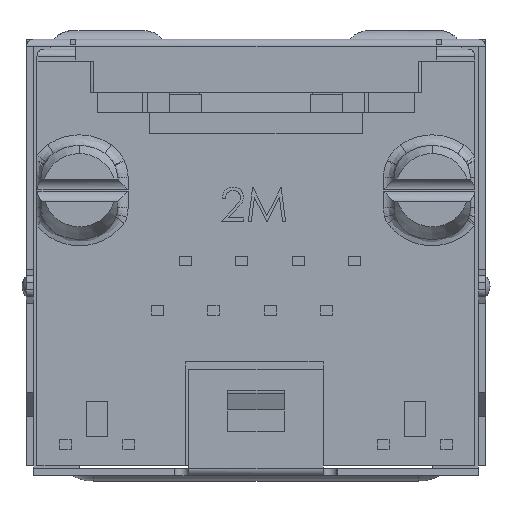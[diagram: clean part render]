
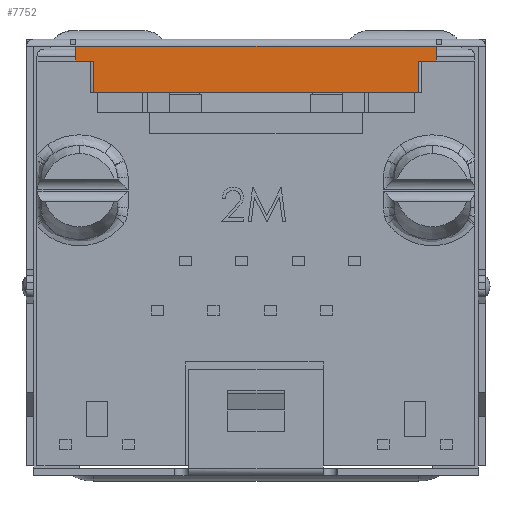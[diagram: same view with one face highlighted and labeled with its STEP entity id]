
A CAD part, front view. The second image highlights one B-rep face of the part: STEP entity #7752.
In plain terms, the highlighted planar face has unit normal (0, -1, 0).
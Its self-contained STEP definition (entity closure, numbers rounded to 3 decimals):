
#57 = CARTESIAN_POINT ( 'NONE',  ( -6.477, -5.358, 7.012 ) ) ;
#188 = DIRECTION ( 'NONE',  ( -1., 0., 0. ) ) ;
#727 = VECTOR ( 'NONE', #5639, 1000. ) ;
#870 = DIRECTION ( 'NONE',  ( 0., -1., 0. ) ) ;
#1175 = DIRECTION ( 'NONE',  ( -1., 0., 0. ) ) ;
#1238 = VECTOR ( 'NONE', #12548, 1000. ) ;
#2068 = ORIENTED_EDGE ( 'NONE', *, *, #21873, .T. ) ;
#2284 = LINE ( 'NONE', #12210, #7372 ) ;
#2584 = LINE ( 'NONE', #16217, #4922 ) ;
#2737 = EDGE_CURVE ( 'NONE', #5510, #4449, #26111, .T. ) ;
#4088 = VERTEX_POINT ( 'NONE', #19085 ) ;
#4399 = DIRECTION ( 'NONE',  ( 1., 0., 0. ) ) ;
#4449 = VERTEX_POINT ( 'NONE', #10862 ) ;
#4922 = VECTOR ( 'NONE', #1175, 1000. ) ;
#5266 = VERTEX_POINT ( 'NONE', #20130 ) ;
#5428 = ORIENTED_EDGE ( 'NONE', *, *, #30591, .F. ) ;
#5510 = VERTEX_POINT ( 'NONE', #21553 ) ;
#5561 = VERTEX_POINT ( 'NONE', #32272 ) ;
#5639 = DIRECTION ( 'NONE',  ( 0., 0., 1. ) ) ;
#5974 = ORIENTED_EDGE ( 'NONE', *, *, #11041, .T. ) ;
#6119 = EDGE_LOOP ( 'NONE', ( #31520, #5428, #5974, #22564, #11123, #10466, #2068, #9218 ) ) ;
#7372 = VECTOR ( 'NONE', #29938, 1000. ) ;
#7752 = ADVANCED_FACE ( 'NONE', ( #9087 ), #25698, .T. ) ;
#7986 = CARTESIAN_POINT ( 'NONE',  ( 6.016, -5.358, 5.894 ) ) ;
#9087 = FACE_OUTER_BOUND ( 'NONE', #6119, .T. ) ;
#9218 = ORIENTED_EDGE ( 'NONE', *, *, #12184, .T. ) ;
#9496 = VERTEX_POINT ( 'NONE', #20641 ) ;
#10466 = ORIENTED_EDGE ( 'NONE', *, *, #22772, .T. ) ;
#10862 = CARTESIAN_POINT ( 'NONE',  ( 6.477, -5.358, 7.545 ) ) ;
#11033 = CARTESIAN_POINT ( 'NONE',  ( -6.477, -5.358, 7.545 ) ) ;
#11041 = EDGE_CURVE ( 'NONE', #4088, #5266, #12513, .T. ) ;
#11123 = ORIENTED_EDGE ( 'NONE', *, *, #2737, .T. ) ;
#12184 = EDGE_CURVE ( 'NONE', #23875, #9496, #23920, .T. ) ;
#12210 = CARTESIAN_POINT ( 'NONE',  ( -6.477, -5.358, 7.545 ) ) ;
#12513 = LINE ( 'NONE', #18403, #727 ) ;
#12548 = DIRECTION ( 'NONE',  ( 0., 0., 1. ) ) ;
#13397 = DIRECTION ( 'NONE',  ( 0., 0., -1. ) ) ;
#13927 = CARTESIAN_POINT ( 'NONE',  ( -5.842, -5.358, 7.545 ) ) ;
#14064 = VECTOR ( 'NONE', #29115, 1000. ) ;
#15377 = CARTESIAN_POINT ( 'NONE',  ( 6.477, -5.358, 7.545 ) ) ;
#15436 = LINE ( 'NONE', #7986, #30141 ) ;
#15952 = VECTOR ( 'NONE', #4399, 1000. ) ;
#16217 = CARTESIAN_POINT ( 'NONE',  ( -6.477, -5.358, 7.545 ) ) ;
#17350 = DIRECTION ( 'NONE',  ( 1., 0., 0. ) ) ;
#17906 = EDGE_CURVE ( 'NONE', #5266, #5510, #31663, .T. ) ;
#18403 = CARTESIAN_POINT ( 'NONE',  ( 5.842, -5.358, 7.545 ) ) ;
#18843 = CARTESIAN_POINT ( 'NONE',  ( -6.477, -5.358, 7.012 ) ) ;
#18943 = AXIS2_PLACEMENT_3D ( 'NONE', #25815, #870, #13397 ) ;
#19085 = CARTESIAN_POINT ( 'NONE',  ( 5.842, -5.358, 5.894 ) ) ;
#20130 = CARTESIAN_POINT ( 'NONE',  ( 5.842, -5.358, 7.012 ) ) ;
#20247 = EDGE_CURVE ( 'NONE', #9496, #5561, #20816, .T. ) ;
#20641 = CARTESIAN_POINT ( 'NONE',  ( -5.842, -5.358, 7.012 ) ) ;
#20816 = LINE ( 'NONE', #13927, #14064 ) ;
#21553 = CARTESIAN_POINT ( 'NONE',  ( 6.477, -5.358, 7.012 ) ) ;
#21873 = EDGE_CURVE ( 'NONE', #22733, #23875, #2284, .T. ) ;
#22564 = ORIENTED_EDGE ( 'NONE', *, *, #17906, .T. ) ;
#22733 = VERTEX_POINT ( 'NONE', #11033 ) ;
#22772 = EDGE_CURVE ( 'NONE', #4449, #22733, #2584, .T. ) ;
#23875 = VERTEX_POINT ( 'NONE', #18843 ) ;
#23920 = LINE ( 'NONE', #32001, #15952 ) ;
#24951 = VECTOR ( 'NONE', #17350, 1000. ) ;
#25698 = PLANE ( 'NONE',  #18943 ) ;
#25815 = CARTESIAN_POINT ( 'NONE',  ( -6.477, -5.358, 7.545 ) ) ;
#26111 = LINE ( 'NONE', #15377, #1238 ) ;
#29115 = DIRECTION ( 'NONE',  ( 0., 0., -1. ) ) ;
#29938 = DIRECTION ( 'NONE',  ( 0., 0., -1. ) ) ;
#30141 = VECTOR ( 'NONE', #188, 1000. ) ;
#30591 = EDGE_CURVE ( 'NONE', #4088, #5561, #15436, .T. ) ;
#31520 = ORIENTED_EDGE ( 'NONE', *, *, #20247, .T. ) ;
#31663 = LINE ( 'NONE', #57, #24951 ) ;
#32001 = CARTESIAN_POINT ( 'NONE',  ( -6.477, -5.358, 7.012 ) ) ;
#32272 = CARTESIAN_POINT ( 'NONE',  ( -5.842, -5.358, 5.894 ) ) ;
